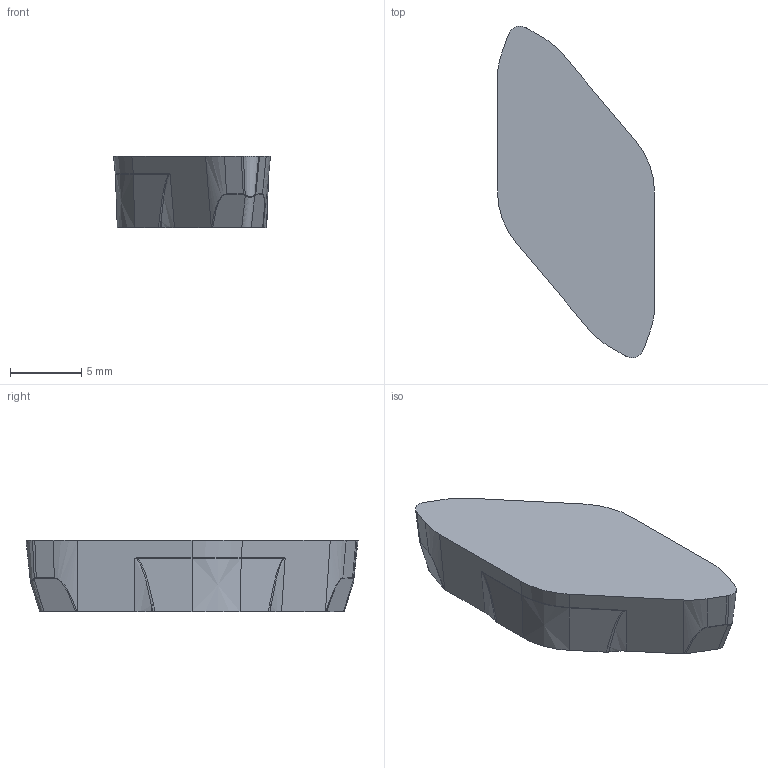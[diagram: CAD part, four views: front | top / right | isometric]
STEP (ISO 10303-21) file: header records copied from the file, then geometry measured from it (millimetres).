
FILE_DESCRIPTION(/* description */ (''),/* implementation_level */ '2;1');
FILE_NAME(/* name */ 'aaa319189_a.stp',/* time_stamp */ '2018-06-01T10:32:13+02:00',/* author */ (''),/* organization */ ('SMS'),/* preprocessor_version */ 'ST-DEVELOPER v15',/* originating_system */ 'SIEMENS PLM Software NX 8.5',/* authorisation */ '');
FILE_SCHEMA (('AUTOMOTIVE_DESIGN { 1 0 10303 214 3 1 1 1 }'));
Length unit declared in the file: millimetre
Products named in the file (1): AAA319189_A
Bounding box: 11 x 23.27 x 5 mm (x, y, z)
Volume: 799.5 mm3; surface area: 589.4 mm2
Topology: 1 solids, 1 shells, 78 faces, 193 edges, 119 vertices
Faces by surface type: plane 22, bspline 22, cone 18, cylinder 12, extrusion 2, torus 2
Entity records: 3120 total; most frequent: CARTESIAN_POINT 1329, ORIENTED_EDGE 384, DIRECTION 344, EDGE_CURVE 192, AXIS2_PLACEMENT_3D 129, VERTEX_POINT 116, VECTOR 86, LINE 84
